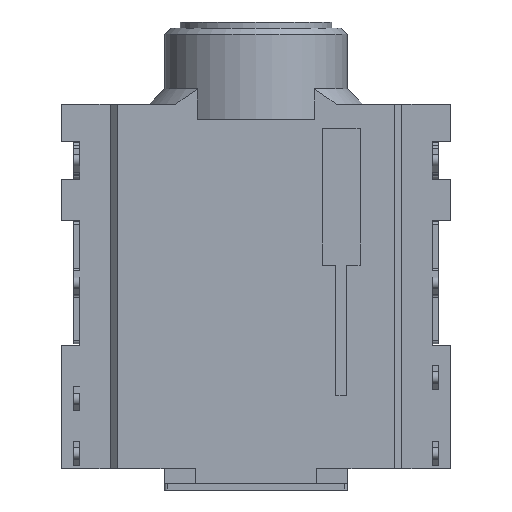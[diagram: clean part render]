
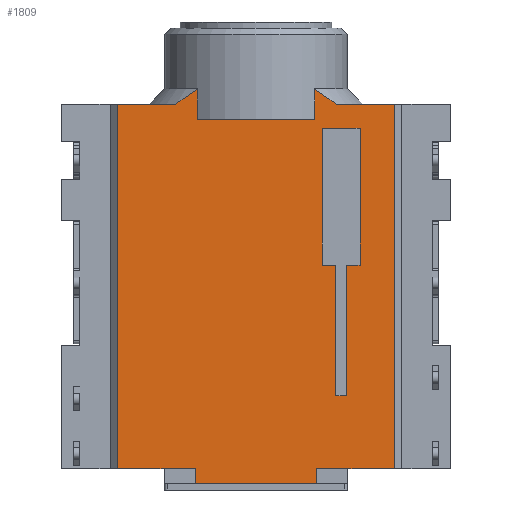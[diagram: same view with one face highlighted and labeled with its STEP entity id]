
A CAD part, front view. The second image highlights one B-rep face of the part: STEP entity #1809.
In plain terms, the highlighted planar face has unit normal (0, -1, 0).
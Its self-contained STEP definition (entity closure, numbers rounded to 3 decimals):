
#88=DIRECTION('',(0.,0.,-1.));
#89=VECTOR('',#88,0.5);
#90=CARTESIAN_POINT('',(2.,-2.3,-12.));
#91=LINE('',#90,#89);
#100=DIRECTION('',(-1.,0.,0.));
#101=VECTOR('',#100,4.);
#102=CARTESIAN_POINT('',(2.,-2.3,-12.5));
#103=LINE('',#102,#101);
#122=DIRECTION('',(0.,0.,1.));
#123=VECTOR('',#122,0.5);
#124=CARTESIAN_POINT('',(-2.,-2.3,-12.5));
#125=LINE('',#124,#123);
#142=DIRECTION('',(-1.,0.,0.));
#143=VECTOR('',#142,2.55);
#144=CARTESIAN_POINT('',(-2.,-2.3,-12.));
#145=LINE('',#144,#143);
#296=DIRECTION('',(0.,0.,-1.));
#297=VECTOR('',#296,12.);
#298=CARTESIAN_POINT('',(-4.55,-2.3,0.));
#299=LINE('',#298,#297);
#300=DIRECTION('',(-1.,0.,0.));
#301=VECTOR('',#300,1.912);
#302=CARTESIAN_POINT('',(-2.638,-2.3,0.));
#303=LINE('',#302,#301);
#304=CARTESIAN_POINT('',(-1.926,-2.3,0.5));
#305=CARTESIAN_POINT('',(-2.004,-2.3,
0.45));
#306=CARTESIAN_POINT('',(-2.16,-2.3,
0.347));
#307=CARTESIAN_POINT('',(-2.397,-2.3,
0.179));
#308=CARTESIAN_POINT('',(-2.557,-2.3,0.061));
#309=CARTESIAN_POINT('',(-2.638,-2.3,0.));
#311=DIRECTION('',(0.,0.,1.));
#312=VECTOR('',#311,1.);
#313=CARTESIAN_POINT('',(-1.926,-2.3,-0.5));
#314=LINE('',#313,#312);
#315=DIRECTION('',(0.,0.,-1.));
#316=VECTOR('',#315,1.);
#317=CARTESIAN_POINT('',(1.926,-2.3,0.5));
#318=LINE('',#317,#316);
#319=DIRECTION('',(0.,0.,1.));
#320=VECTOR('',#319,12.);
#321=CARTESIAN_POINT('',(4.55,-2.3,-12.));
#322=LINE('',#321,#320);
#446=CARTESIAN_POINT('',(1.926,-2.3,0.5));
#447=CARTESIAN_POINT('',(2.001,-2.3,0.452));
#448=CARTESIAN_POINT('',(2.153,-2.3,0.351));
#449=CARTESIAN_POINT('',(2.391,-2.3,0.184));
#450=CARTESIAN_POINT('',(2.555,-2.3,0.063));
#451=CARTESIAN_POINT('',(2.638,-2.3,
0.));
#486=DIRECTION('',(1.,0.,0.));
#487=VECTOR('',#486,1.912);
#488=CARTESIAN_POINT('',(2.638,-2.3,
0.));
#489=LINE('',#488,#487);
#632=DIRECTION('',(-1.,0.,0.));
#633=VECTOR('',#632,2.55);
#634=CARTESIAN_POINT('',(4.55,-2.3,-12.));
#635=LINE('',#634,#633);
#781=DIRECTION('',(1.,0.,0.));
#782=VECTOR('',#781,3.852);
#783=CARTESIAN_POINT('',(-1.926,-2.3,-0.5));
#784=LINE('',#783,#782);
#790=DIRECTION('',(0.,0.,1.));
#791=VECTOR('',#790,4.5);
#792=CARTESIAN_POINT('',(3.425,-2.3,-5.3));
#793=LINE('',#792,#791);
#794=DIRECTION('',(1.,0.,0.));
#795=VECTOR('',#794,0.45);
#796=CARTESIAN_POINT('',(2.975,-2.3,-5.3));
#797=LINE('',#796,#795);
#802=DIRECTION('',(0.,0.,1.));
#803=VECTOR('',#802,4.3);
#804=CARTESIAN_POINT('',(2.975,-2.3,-9.6));
#805=LINE('',#804,#803);
#810=DIRECTION('',(1.,0.,0.));
#811=VECTOR('',#810,0.35);
#812=CARTESIAN_POINT('',(2.625,-2.3,-9.6));
#813=LINE('',#812,#811);
#818=DIRECTION('',(0.,0.,-1.));
#819=VECTOR('',#818,4.3);
#820=CARTESIAN_POINT('',(2.625,-2.3,-5.3));
#821=LINE('',#820,#819);
#826=DIRECTION('',(1.,0.,0.));
#827=VECTOR('',#826,0.45);
#828=CARTESIAN_POINT('',(2.175,-2.3,-5.3));
#829=LINE('',#828,#827);
#834=DIRECTION('',(0.,0.,-1.));
#835=VECTOR('',#834,4.5);
#836=CARTESIAN_POINT('',(2.175,-2.3,-0.8));
#837=LINE('',#836,#835);
#842=DIRECTION('',(-1.,0.,0.));
#843=VECTOR('',#842,1.25);
#844=CARTESIAN_POINT('',(3.425,-2.3,-0.8));
#845=LINE('',#844,#843);
#944=CARTESIAN_POINT('',(1.926,-2.3,0.5));
#945=CARTESIAN_POINT('',(1.926,-2.3,-0.5));
#946=VERTEX_POINT('',#944);
#947=VERTEX_POINT('',#945);
#951=CARTESIAN_POINT('',(4.55,-2.3,0.));
#953=VERTEX_POINT('',#951);
#970=CARTESIAN_POINT('',(4.55,-2.3,-12.));
#971=CARTESIAN_POINT('',(2.,-2.3,-12.));
#972=VERTEX_POINT('',#970);
#973=VERTEX_POINT('',#971);
#980=CARTESIAN_POINT('',(-1.926,-2.3,-0.5));
#981=VERTEX_POINT('',#980);
#995=CARTESIAN_POINT('',(-4.55,-2.3,0.));
#997=VERTEX_POINT('',#995);
#1002=CARTESIAN_POINT('',(2.175,-2.3,-5.3));
#1004=VERTEX_POINT('',#1002);
#1006=CARTESIAN_POINT('',(2.975,-2.3,-9.6));
#1008=VERTEX_POINT('',#1006);
#1062=CARTESIAN_POINT('',(2.625,-2.3,-5.3));
#1064=VERTEX_POINT('',#1062);
#1066=CARTESIAN_POINT('',(2.625,-2.3,-9.6));
#1068=VERTEX_POINT('',#1066);
#1074=CARTESIAN_POINT('',(2.,-2.3,-12.5));
#1075=VERTEX_POINT('',#1074);
#1076=VERTEX_POINT('',#451);
#1081=CARTESIAN_POINT('',(-4.55,-2.3,-12.));
#1082=VERTEX_POINT('',#1081);
#1087=CARTESIAN_POINT('',(-1.926,-2.3,0.5));
#1088=VERTEX_POINT('',#1087);
#1091=CARTESIAN_POINT('',(2.975,-2.3,-5.3));
#1092=VERTEX_POINT('',#1091);
#1123=CARTESIAN_POINT('',(-2.,-2.3,-12.5));
#1124=CARTESIAN_POINT('',(-2.,-2.3,-12.));
#1125=VERTEX_POINT('',#1123);
#1126=VERTEX_POINT('',#1124);
#1147=CARTESIAN_POINT('',(3.425,-2.3,-0.8));
#1148=VERTEX_POINT('',#1147);
#1155=CARTESIAN_POINT('',(2.175,-2.3,-0.8));
#1156=VERTEX_POINT('',#1155);
#1169=CARTESIAN_POINT('',(3.425,-2.3,-5.3));
#1170=VERTEX_POINT('',#1169);
#1205=CARTESIAN_POINT('',(-2.638,-2.3,0.));
#1206=VERTEX_POINT('',#1205);
#1761=CARTESIAN_POINT('',(-4.55,-2.3,-12.5));
#1762=DIRECTION('',(0.,-1.,0.));
#1763=DIRECTION('',(0.707,0.,-0.707));
#1764=AXIS2_PLACEMENT_3D('',#1761,#1762,#1763);
#1765=PLANE('',#1764);
#1766=ORIENTED_EDGE('',*,*,#1414,.T.);
#1767=ORIENTED_EDGE('',*,*,#1437,.T.);
#1768=ORIENTED_EDGE('',*,*,#1465,.T.);
#1769=ORIENTED_EDGE('',*,*,#1490,.T.);
#1771=ORIENTED_EDGE('',*,*,#1770,.F.);
#1772=ORIENTED_EDGE('',*,*,#1738,.F.);
#1774=ORIENTED_EDGE('',*,*,#1773,.F.);
#1776=ORIENTED_EDGE('',*,*,#1775,.F.);
#1778=ORIENTED_EDGE('',*,*,#1777,.T.);
#1780=ORIENTED_EDGE('',*,*,#1779,.F.);
#1782=ORIENTED_EDGE('',*,*,#1781,.T.);
#1784=ORIENTED_EDGE('',*,*,#1783,.T.);
#1786=ORIENTED_EDGE('',*,*,#1785,.F.);
#1788=ORIENTED_EDGE('',*,*,#1787,.T.);
#1789=EDGE_LOOP('',(#1766,#1767,#1768,#1769,#1771,#1772,#1774,#1776,#1778,#1780,
#1782,#1784,#1786,#1788));
#1790=FACE_OUTER_BOUND('',#1789,.F.);
#1792=ORIENTED_EDGE('',*,*,#1791,.T.);
#1794=ORIENTED_EDGE('',*,*,#1793,.T.);
#1796=ORIENTED_EDGE('',*,*,#1795,.T.);
#1798=ORIENTED_EDGE('',*,*,#1797,.T.);
#1800=ORIENTED_EDGE('',*,*,#1799,.T.);
#1802=ORIENTED_EDGE('',*,*,#1801,.T.);
#1804=ORIENTED_EDGE('',*,*,#1803,.T.);
#1806=ORIENTED_EDGE('',*,*,#1805,.T.);
#1807=EDGE_LOOP('',(#1792,#1794,#1796,#1798,#1800,#1802,#1804,#1806));
#1808=FACE_BOUND('',#1807,.F.);
#310=B_SPLINE_CURVE_WITH_KNOTS('',3,(#304,#305,#306,#307,#308,#309),
.UNSPECIFIED.,.F.,.F.,(4,1,1,4),(0.,0.333,0.667,1.),
.UNSPECIFIED.);
#452=B_SPLINE_CURVE_WITH_KNOTS('',3,(#446,#447,#448,#449,#450,#451),
.UNSPECIFIED.,.F.,.F.,(4,1,1,4),(0.,0.333,0.667,1.),
.UNSPECIFIED.);
#1414=EDGE_CURVE('',#973,#1075,#91,.T.);
#1437=EDGE_CURVE('',#1075,#1125,#103,.T.);
#1465=EDGE_CURVE('',#1125,#1126,#125,.T.);
#1490=EDGE_CURVE('',#1126,#1082,#145,.T.);
#1738=EDGE_CURVE('',#1206,#997,#303,.T.);
#1770=EDGE_CURVE('',#997,#1082,#299,.T.);
#1773=EDGE_CURVE('',#1088,#1206,#310,.T.);
#1775=EDGE_CURVE('',#981,#1088,#314,.T.);
#1777=EDGE_CURVE('',#981,#947,#784,.T.);
#1779=EDGE_CURVE('',#946,#947,#318,.T.);
#1781=EDGE_CURVE('',#946,#1076,#452,.T.);
#1783=EDGE_CURVE('',#1076,#953,#489,.T.);
#1785=EDGE_CURVE('',#972,#953,#322,.T.);
#1787=EDGE_CURVE('',#972,#973,#635,.T.);
#1791=EDGE_CURVE('',#1170,#1148,#793,.T.);
#1793=EDGE_CURVE('',#1148,#1156,#845,.T.);
#1795=EDGE_CURVE('',#1156,#1004,#837,.T.);
#1797=EDGE_CURVE('',#1004,#1064,#829,.T.);
#1799=EDGE_CURVE('',#1064,#1068,#821,.T.);
#1801=EDGE_CURVE('',#1068,#1008,#813,.T.);
#1803=EDGE_CURVE('',#1008,#1092,#805,.T.);
#1805=EDGE_CURVE('',#1092,#1170,#797,.T.);
#1809=ADVANCED_FACE('',(#1790,#1808),#1765,.T.);
